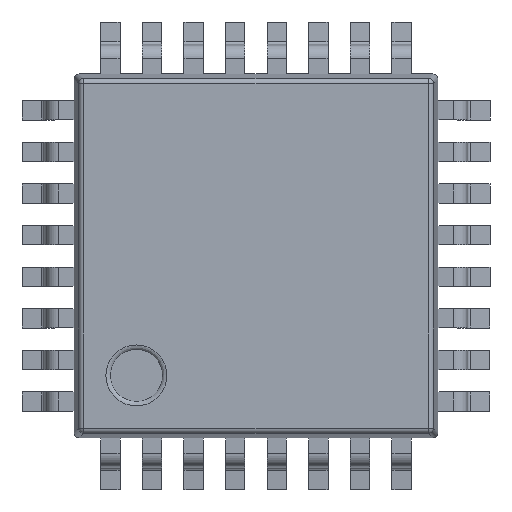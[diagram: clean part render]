
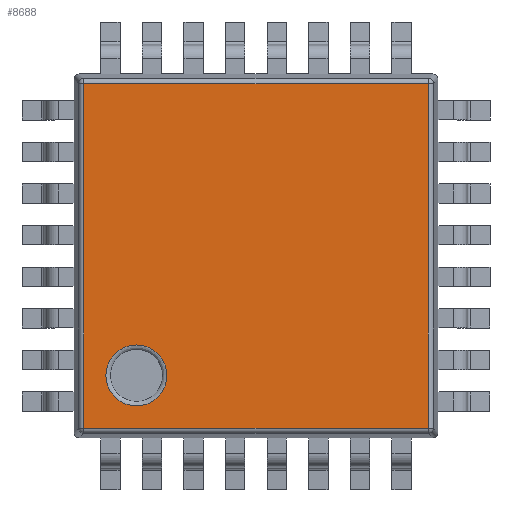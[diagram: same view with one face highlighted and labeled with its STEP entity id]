
A CAD part, top view. The second image highlights one B-rep face of the part: STEP entity #8688.
In plain terms, the highlighted planar face has unit normal (0, 0, 1).
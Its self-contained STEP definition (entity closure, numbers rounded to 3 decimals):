
#46=FACE_BOUND('',#1142,.T.);
#52=PLANE('',#9157);
#691=FACE_OUTER_BOUND('',#1141,.T.);
#1141=EDGE_LOOP('',(#6030,#6031,#6032,#6033));
#1142=EDGE_LOOP('',(#6034));
#1658=LINE('',#12601,#2618);
#1659=LINE('',#12603,#2619);
#1660=LINE('',#12605,#2620);
#1661=LINE('',#12606,#2621);
#2618=VECTOR('',#10009,10.);
#2619=VECTOR('',#10010,10.);
#2620=VECTOR('',#10011,10.);
#2621=VECTOR('',#10012,10.);
#3512=CIRCLE('',#9156,0.587);
#3891=VERTEX_POINT('',#12595);
#3892=VERTEX_POINT('',#12599);
#3893=VERTEX_POINT('',#12600);
#3894=VERTEX_POINT('',#12602);
#3895=VERTEX_POINT('',#12604);
#4736=EDGE_CURVE('',#3891,#3891,#3512,.T.);
#4737=EDGE_CURVE('',#3892,#3893,#1658,.T.);
#4738=EDGE_CURVE('',#3894,#3892,#1659,.T.);
#4739=EDGE_CURVE('',#3895,#3894,#1660,.T.);
#4740=EDGE_CURVE('',#3893,#3895,#1661,.T.);
#6030=ORIENTED_EDGE('',*,*,#4737,.F.);
#6031=ORIENTED_EDGE('',*,*,#4738,.F.);
#6032=ORIENTED_EDGE('',*,*,#4739,.F.);
#6033=ORIENTED_EDGE('',*,*,#4740,.F.);
#6034=ORIENTED_EDGE('',*,*,#4736,.F.);
#8688=ADVANCED_FACE('',(#691,#46),#52,.T.);
#9156=AXIS2_PLACEMENT_3D('',#12597,#10005,#10006);
#9157=AXIS2_PLACEMENT_3D('',#12598,#10007,#10008);
#10005=DIRECTION('center_axis',(0.,0.,1.));
#10006=DIRECTION('ref_axis',(1.,0.,0.));
#10007=DIRECTION('center_axis',(0.,0.,1.));
#10008=DIRECTION('ref_axis',(1.,0.,0.));
#10009=DIRECTION('',(0.,-1.,0.));
#10010=DIRECTION('',(1.,0.,0.));
#10011=DIRECTION('',(0.,1.,0.));
#10012=DIRECTION('',(-1.,0.,0.));
#12595=CARTESIAN_POINT('',(-2.887,-2.279,1.598));
#12597=CARTESIAN_POINT('Origin',(-2.3,-2.279,1.598));
#12598=CARTESIAN_POINT('Origin',(0.,0.021,1.598));
#12599=CARTESIAN_POINT('',(3.313,3.334,1.598));
#12600=CARTESIAN_POINT('',(3.313,-3.292,1.598));
#12601=CARTESIAN_POINT('',(3.313,-1.729,1.598));
#12602=CARTESIAN_POINT('',(-3.313,3.334,1.598));
#12603=CARTESIAN_POINT('',(0.,3.334,1.598));
#12604=CARTESIAN_POINT('',(-3.313,-3.292,1.598));
#12605=CARTESIAN_POINT('',(-3.313,1.771,1.598));
#12606=CARTESIAN_POINT('',(-1.75,-3.292,1.598));
